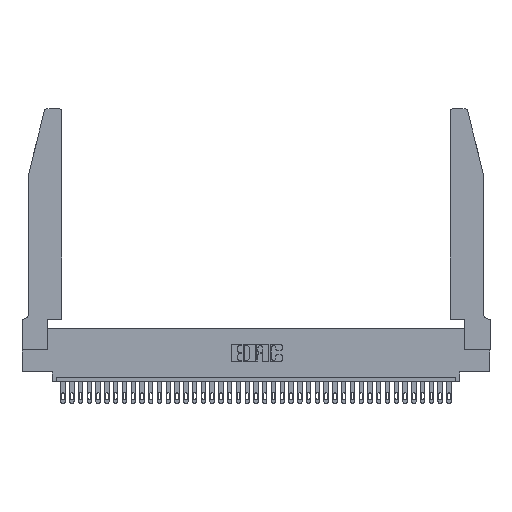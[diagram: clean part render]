
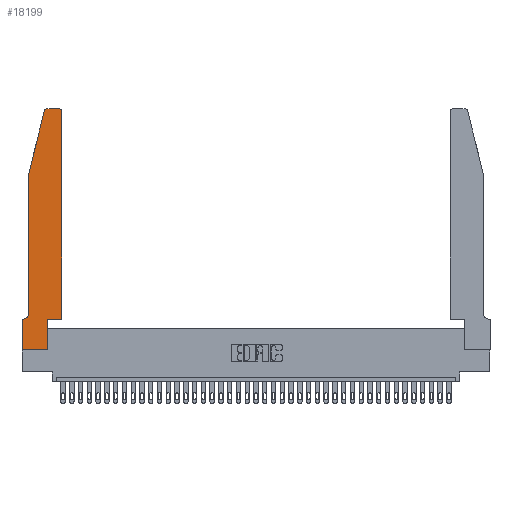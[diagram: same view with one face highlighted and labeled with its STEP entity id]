
A CAD part, top view. The second image highlights one B-rep face of the part: STEP entity #18199.
In plain terms, the highlighted planar face has unit normal (0, 0, 1).
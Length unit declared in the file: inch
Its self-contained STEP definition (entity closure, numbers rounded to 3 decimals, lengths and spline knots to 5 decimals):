
#24 = CARTESIAN_POINT ( 'NONE',  ( 0., 0., 0.37 ) ) ;
#45 = CARTESIAN_POINT ( 'NONE',  ( 0.4205, 2.72, 0.37 ) ) ;
#139 = ORIENTED_EDGE ( 'NONE', *, *, #30522, .T. ) ;
#158 = CARTESIAN_POINT ( 'NONE',  ( 0.4205, 2.75, 0.37 ) ) ;
#262 = DIRECTION ( 'NONE',  ( 0., 1., 0. ) ) ;
#367 = VECTOR ( 'NONE', #32436, 39.37008 ) ;
#769 = CARTESIAN_POINT ( 'NONE',  ( 0.25487, 2.72718, 0.37 ) ) ;
#833 = AXIS2_PLACEMENT_3D ( 'NONE', #37103, #7787, #13517 ) ;
#847 = VERTEX_POINT ( 'NONE', #35335 ) ;
#1115 = AXIS2_PLACEMENT_3D ( 'NONE', #17631, #20714, #2929 ) ;
#1291 = CARTESIAN_POINT ( 'NONE',  ( 0.4505, 2.72, 0.37 ) ) ;
#1558 = DIRECTION ( 'NONE',  ( 1., 0., 0. ) ) ;
#2041 = CARTESIAN_POINT ( 'NONE',  ( 0.0755, 2., 0.37 ) ) ;
#2289 = CARTESIAN_POINT ( 'NONE',  ( 0.0755, 0.35, 0.37 ) ) ;
#2515 = CARTESIAN_POINT ( 'NONE',  ( 0.4505, 0.35, 0.37 ) ) ;
#2862 = ORIENTED_EDGE ( 'NONE', *, *, #23675, .T. ) ;
#2929 = DIRECTION ( 'NONE',  ( -1., 0., 0. ) ) ;
#2991 = DIRECTION ( 'NONE',  ( 1., 0., 0. ) ) ;
#3211 = LINE ( 'NONE', #9457, #7368 ) ;
#3632 = ORIENTED_EDGE ( 'NONE', *, *, #22772, .T. ) ;
#3984 = ORIENTED_EDGE ( 'NONE', *, *, #27664, .T. ) ;
#4781 = CARTESIAN_POINT ( 'NONE',  ( 0.0755, 0.42, 0.37 ) ) ;
#6121 = LINE ( 'NONE', #19352, #24646 ) ;
#6673 = LINE ( 'NONE', #22431, #33068 ) ;
#6965 = EDGE_CURVE ( 'NONE', #31193, #9299, #3211, .T. ) ;
#7033 = CARTESIAN_POINT ( 'NONE',  ( 0., 0., 0.37 ) ) ;
#7368 = VECTOR ( 'NONE', #30426, 39.37008 ) ;
#7458 = EDGE_CURVE ( 'NONE', #36486, #18582, #25842, .T. ) ;
#7787 = DIRECTION ( 'NONE',  ( 0., 0., 1. ) ) ;
#8241 = DIRECTION ( 'NONE',  ( 0., -1., 0. ) ) ;
#8822 = CARTESIAN_POINT ( 'NONE',  ( 0.2865, 0.35, 0.37 ) ) ;
#9299 = VERTEX_POINT ( 'NONE', #35365 ) ;
#9457 = CARTESIAN_POINT ( 'NONE',  ( 0.2605, 2.75, 0.37 ) ) ;
#9598 = CIRCLE ( 'NONE', #11063, 0.03 ) ;
#9857 = VERTEX_POINT ( 'NONE', #1291 ) ;
#10270 = DIRECTION ( 'NONE',  ( 1., 0., 0. ) ) ;
#10749 = VERTEX_POINT ( 'NONE', #8822 ) ;
#11063 = AXIS2_PLACEMENT_3D ( 'NONE', #13068, #36651, #30642 ) ;
#11445 = LINE ( 'NONE', #20754, #36855 ) ;
#11628 = CARTESIAN_POINT ( 'NONE',  ( 0.4505, 0.35, 0.37 ) ) ;
#11971 = CARTESIAN_POINT ( 'NONE',  ( 0.0055, 0.35, 0.37 ) ) ;
#12205 = ORIENTED_EDGE ( 'NONE', *, *, #16026, .T. ) ;
#12805 = CIRCLE ( 'NONE', #19193, 0.03 ) ;
#13068 = CARTESIAN_POINT ( 'NONE',  ( 0.284, 2.72, 0.37 ) ) ;
#13517 = DIRECTION ( 'NONE',  ( 1., 0., 0. ) ) ;
#13984 = DIRECTION ( 'NONE',  ( -1., 0., 0. ) ) ;
#14021 = ORIENTED_EDGE ( 'NONE', *, *, #6965, .T. ) ;
#16026 = EDGE_CURVE ( 'NONE', #9857, #31193, #12805, .T. ) ;
#16530 = EDGE_CURVE ( 'NONE', #21614, #33192, #6673, .T. ) ;
#16584 = VERTEX_POINT ( 'NONE', #4781 ) ;
#17618 = DIRECTION ( 'NONE',  ( 0., 1., 0. ) ) ;
#17631 = CARTESIAN_POINT ( 'NONE',  ( 0.0055, 0.42, 0.37 ) ) ;
#17731 = CARTESIAN_POINT ( 'NONE',  ( 0., 0., 0.37 ) ) ;
#18199 = ADVANCED_FACE ( 'NONE', ( #21870 ), #22180, .T. ) ;
#18582 = VERTEX_POINT ( 'NONE', #24 ) ;
#19193 = AXIS2_PLACEMENT_3D ( 'NONE', #45, #29927, #2991 ) ;
#19352 = CARTESIAN_POINT ( 'NONE',  ( 0.4505, 0.35, 0.37 ) ) ;
#20247 = EDGE_CURVE ( 'NONE', #16584, #22515, #24875, .T. ) ;
#20714 = DIRECTION ( 'NONE',  ( 0., 0., -1. ) ) ;
#20754 = CARTESIAN_POINT ( 'NONE',  ( 0.2865, 0.35, 0.37 ) ) ;
#20828 = EDGE_LOOP ( 'NONE', ( #14021, #36332, #36373, #3984, #25000, #2862, #37085, #139, #23765, #3632, #37423, #12205 ) ) ;
#21474 = EDGE_CURVE ( 'NONE', #847, #10749, #11445, .T. ) ;
#21614 = VERTEX_POINT ( 'NONE', #769 ) ;
#21870 = FACE_OUTER_BOUND ( 'NONE', #20828, .T. ) ;
#21977 = CARTESIAN_POINT ( 'NONE',  ( 0., 0.35, 0.37 ) ) ;
#22084 = EDGE_CURVE ( 'NONE', #37034, #9857, #26096, .T. ) ;
#22180 = PLANE ( 'NONE',  #833 ) ;
#22431 = CARTESIAN_POINT ( 'NONE',  ( 0.0755, 2., 0.37 ) ) ;
#22515 = VERTEX_POINT ( 'NONE', #11971 ) ;
#22772 = EDGE_CURVE ( 'NONE', #10749, #37034, #6121, .T. ) ;
#22814 = DIRECTION ( 'NONE',  ( -0.239, -0.971, 0. ) ) ;
#23675 = EDGE_CURVE ( 'NONE', #22515, #36486, #26448, .T. ) ;
#23765 = ORIENTED_EDGE ( 'NONE', *, *, #21474, .T. ) ;
#24646 = VECTOR ( 'NONE', #1558, 39.37008 ) ;
#24875 = CIRCLE ( 'NONE', #1115, 0.07 ) ;
#25000 = ORIENTED_EDGE ( 'NONE', *, *, #20247, .T. ) ;
#25033 = VECTOR ( 'NONE', #10270, 39.37008 ) ;
#25842 = LINE ( 'NONE', #17731, #367 ) ;
#26096 = LINE ( 'NONE', #11628, #27042 ) ;
#26222 = EDGE_CURVE ( 'NONE', #9299, #21614, #9598, .T. ) ;
#26448 = LINE ( 'NONE', #2289, #26901 ) ;
#26901 = VECTOR ( 'NONE', #13984, 39.37008 ) ;
#27042 = VECTOR ( 'NONE', #17618, 39.37008 ) ;
#27664 = EDGE_CURVE ( 'NONE', #33192, #16584, #30321, .T. ) ;
#29927 = DIRECTION ( 'NONE',  ( 0., 0., 1. ) ) ;
#30321 = LINE ( 'NONE', #2041, #34909 ) ;
#30426 = DIRECTION ( 'NONE',  ( -1., 0., 0. ) ) ;
#30522 = EDGE_CURVE ( 'NONE', #18582, #847, #32905, .T. ) ;
#30642 = DIRECTION ( 'NONE',  ( 1., 0., 0. ) ) ;
#31193 = VERTEX_POINT ( 'NONE', #158 ) ;
#32436 = DIRECTION ( 'NONE',  ( 0., -1., 0. ) ) ;
#32905 = LINE ( 'NONE', #7033, #25033 ) ;
#33068 = VECTOR ( 'NONE', #22814, 39.37008 ) ;
#33192 = VERTEX_POINT ( 'NONE', #37343 ) ;
#34909 = VECTOR ( 'NONE', #8241, 39.37008 ) ;
#35335 = CARTESIAN_POINT ( 'NONE',  ( 0.2865, 0., 0.37 ) ) ;
#35365 = CARTESIAN_POINT ( 'NONE',  ( 0.284, 2.75, 0.37 ) ) ;
#36332 = ORIENTED_EDGE ( 'NONE', *, *, #26222, .T. ) ;
#36373 = ORIENTED_EDGE ( 'NONE', *, *, #16530, .T. ) ;
#36486 = VERTEX_POINT ( 'NONE', #21977 ) ;
#36651 = DIRECTION ( 'NONE',  ( 0., 0., 1. ) ) ;
#36855 = VECTOR ( 'NONE', #262, 39.37008 ) ;
#37034 = VERTEX_POINT ( 'NONE', #2515 ) ;
#37085 = ORIENTED_EDGE ( 'NONE', *, *, #7458, .T. ) ;
#37103 = CARTESIAN_POINT ( 'NONE',  ( 0., 0.35, 0.37 ) ) ;
#37343 = CARTESIAN_POINT ( 'NONE',  ( 0.0755, 2., 0.37 ) ) ;
#37423 = ORIENTED_EDGE ( 'NONE', *, *, #22084, .T. ) ;
